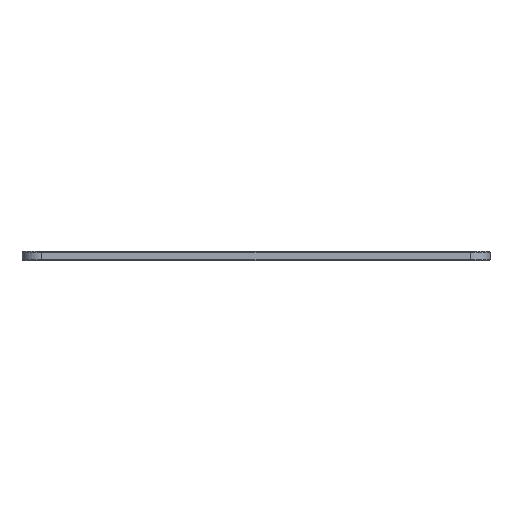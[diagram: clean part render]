
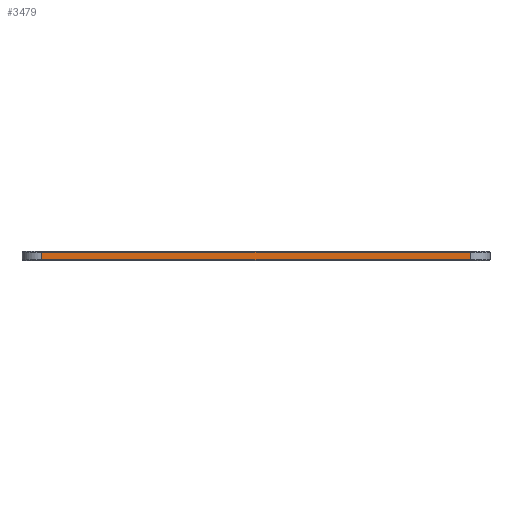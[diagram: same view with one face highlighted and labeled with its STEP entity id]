
A CAD part, front view. The second image highlights one B-rep face of the part: STEP entity #3479.
In plain terms, the highlighted planar face has unit normal (0, -1, 0).
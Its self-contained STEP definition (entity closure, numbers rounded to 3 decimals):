
#158 = PLANE('',#159);
#159 = AXIS2_PLACEMENT_3D('',#160,#161,#162);
#160 = CARTESIAN_POINT('',(0.,-6.1,0.15));
#161 = DIRECTION('',(0.,-0.707,-0.707));
#162 = DIRECTION('',(-1.,-0.,-0.));
#1344 = VERTEX_POINT('',#1345);
#1345 = CARTESIAN_POINT('',(137.5,-6.25,0.3));
#1381 = CYLINDRICAL_SURFACE('',#1382,6.25);
#1382 = AXIS2_PLACEMENT_3D('',#1383,#1384,#1385);
#1383 = CARTESIAN_POINT('',(137.5,0.,0.));
#1384 = DIRECTION('',(-0.,-0.,-1.));
#1385 = DIRECTION('',(1.,0.,0.));
#1453 = VERTEX_POINT('',#1454);
#1454 = CARTESIAN_POINT('',(0.,-6.25,0.3));
#1475 = EDGE_CURVE('',#1453,#1344,#1476,.T.);
#1476 = SURFACE_CURVE('',#1477,(#1481,#1488),.PCURVE_S1.);
#1477 = LINE('',#1478,#1479);
#1478 = CARTESIAN_POINT('',(0.,-6.25,0.3));
#1479 = VECTOR('',#1480,1.);
#1480 = DIRECTION('',(1.,0.,0.));
#1481 = PCURVE('',#158,#1482);
#1482 = DEFINITIONAL_REPRESENTATION('',(#1483),#1487);
#1483 = LINE('',#1484,#1485);
#1484 = CARTESIAN_POINT('',(-0.,-0.212));
#1485 = VECTOR('',#1486,1.);
#1486 = DIRECTION('',(-1.,0.));
#1487 = ( GEOMETRIC_REPRESENTATION_CONTEXT(2) 
PARAMETRIC_REPRESENTATION_CONTEXT() REPRESENTATION_CONTEXT('2D SPACE',''
  ) );
#1488 = PCURVE('',#1489,#1494);
#1489 = PLANE('',#1490);
#1490 = AXIS2_PLACEMENT_3D('',#1491,#1492,#1493);
#1491 = CARTESIAN_POINT('',(0.,-6.25,0.));
#1492 = DIRECTION('',(0.,1.,0.));
#1493 = DIRECTION('',(1.,0.,0.));
#1494 = DEFINITIONAL_REPRESENTATION('',(#1495),#1499);
#1495 = LINE('',#1496,#1497);
#1496 = CARTESIAN_POINT('',(0.,-0.3));
#1497 = VECTOR('',#1498,1.);
#1498 = DIRECTION('',(1.,0.));
#1499 = ( GEOMETRIC_REPRESENTATION_CONTEXT(2) 
PARAMETRIC_REPRESENTATION_CONTEXT() REPRESENTATION_CONTEXT('2D SPACE',''
  ) );
#1522 = CYLINDRICAL_SURFACE('',#1523,6.25);
#1523 = AXIS2_PLACEMENT_3D('',#1524,#1525,#1526);
#1524 = CARTESIAN_POINT('',(0.,0.,0.));
#1525 = DIRECTION('',(-0.,-0.,-1.));
#1526 = DIRECTION('',(1.,0.,0.));
#3374 = EDGE_CURVE('',#1344,#3375,#3377,.T.);
#3375 = VERTEX_POINT('',#3376);
#3376 = CARTESIAN_POINT('',(137.5,-6.25,2.825));
#3377 = SURFACE_CURVE('',#3378,(#3382,#3389),.PCURVE_S1.);
#3378 = LINE('',#3379,#3380);
#3379 = CARTESIAN_POINT('',(137.5,-6.25,0.));
#3380 = VECTOR('',#3381,1.);
#3381 = DIRECTION('',(0.,0.,1.));
#3382 = PCURVE('',#1381,#3383);
#3383 = DEFINITIONAL_REPRESENTATION('',(#3384),#3388);
#3384 = LINE('',#3385,#3386);
#3385 = CARTESIAN_POINT('',(-4.712,0.));
#3386 = VECTOR('',#3387,1.);
#3387 = DIRECTION('',(-0.,-1.));
#3388 = ( GEOMETRIC_REPRESENTATION_CONTEXT(2) 
PARAMETRIC_REPRESENTATION_CONTEXT() REPRESENTATION_CONTEXT('2D SPACE',''
  ) );
#3389 = PCURVE('',#1489,#3390);
#3390 = DEFINITIONAL_REPRESENTATION('',(#3391),#3395);
#3391 = LINE('',#3392,#3393);
#3392 = CARTESIAN_POINT('',(137.5,0.));
#3393 = VECTOR('',#3394,1.);
#3394 = DIRECTION('',(0.,-1.));
#3395 = ( GEOMETRIC_REPRESENTATION_CONTEXT(2) 
PARAMETRIC_REPRESENTATION_CONTEXT() REPRESENTATION_CONTEXT('2D SPACE',''
  ) );
#3479 = ADVANCED_FACE('',(#3480),#1489,.F.);
#3480 = FACE_BOUND('',#3481,.F.);
#3481 = EDGE_LOOP('',(#3482,#3505,#3531,#3532));
#3482 = ORIENTED_EDGE('',*,*,#3483,.T.);
#3483 = EDGE_CURVE('',#1453,#3484,#3486,.T.);
#3484 = VERTEX_POINT('',#3485);
#3485 = CARTESIAN_POINT('',(0.,-6.25,2.825));
#3486 = SURFACE_CURVE('',#3487,(#3491,#3498),.PCURVE_S1.);
#3487 = LINE('',#3488,#3489);
#3488 = CARTESIAN_POINT('',(0.,-6.25,0.));
#3489 = VECTOR('',#3490,1.);
#3490 = DIRECTION('',(0.,0.,1.));
#3491 = PCURVE('',#1489,#3492);
#3492 = DEFINITIONAL_REPRESENTATION('',(#3493),#3497);
#3493 = LINE('',#3494,#3495);
#3494 = CARTESIAN_POINT('',(0.,0.));
#3495 = VECTOR('',#3496,1.);
#3496 = DIRECTION('',(0.,-1.));
#3497 = ( GEOMETRIC_REPRESENTATION_CONTEXT(2) 
PARAMETRIC_REPRESENTATION_CONTEXT() REPRESENTATION_CONTEXT('2D SPACE',''
  ) );
#3498 = PCURVE('',#1522,#3499);
#3499 = DEFINITIONAL_REPRESENTATION('',(#3500),#3504);
#3500 = LINE('',#3501,#3502);
#3501 = CARTESIAN_POINT('',(-4.712,0.));
#3502 = VECTOR('',#3503,1.);
#3503 = DIRECTION('',(-0.,-1.));
#3504 = ( GEOMETRIC_REPRESENTATION_CONTEXT(2) 
PARAMETRIC_REPRESENTATION_CONTEXT() REPRESENTATION_CONTEXT('2D SPACE',''
  ) );
#3505 = ORIENTED_EDGE('',*,*,#3506,.T.);
#3506 = EDGE_CURVE('',#3484,#3375,#3507,.T.);
#3507 = SURFACE_CURVE('',#3508,(#3512,#3519),.PCURVE_S1.);
#3508 = LINE('',#3509,#3510);
#3509 = CARTESIAN_POINT('',(0.,-6.25,2.825));
#3510 = VECTOR('',#3511,1.);
#3511 = DIRECTION('',(1.,0.,0.));
#3512 = PCURVE('',#1489,#3513);
#3513 = DEFINITIONAL_REPRESENTATION('',(#3514),#3518);
#3514 = LINE('',#3515,#3516);
#3515 = CARTESIAN_POINT('',(0.,-2.825));
#3516 = VECTOR('',#3517,1.);
#3517 = DIRECTION('',(1.,0.));
#3518 = ( GEOMETRIC_REPRESENTATION_CONTEXT(2) 
PARAMETRIC_REPRESENTATION_CONTEXT() REPRESENTATION_CONTEXT('2D SPACE',''
  ) );
#3519 = PCURVE('',#3520,#3525);
#3520 = PLANE('',#3521);
#3521 = AXIS2_PLACEMENT_3D('',#3522,#3523,#3524);
#3522 = CARTESIAN_POINT('',(0.,-6.1,2.975));
#3523 = DIRECTION('',(0.,0.707,-0.707));
#3524 = DIRECTION('',(-1.,-0.,-0.));
#3525 = DEFINITIONAL_REPRESENTATION('',(#3526),#3530);
#3526 = LINE('',#3527,#3528);
#3527 = CARTESIAN_POINT('',(-0.,-0.212));
#3528 = VECTOR('',#3529,1.);
#3529 = DIRECTION('',(-1.,0.));
#3530 = ( GEOMETRIC_REPRESENTATION_CONTEXT(2) 
PARAMETRIC_REPRESENTATION_CONTEXT() REPRESENTATION_CONTEXT('2D SPACE',''
  ) );
#3531 = ORIENTED_EDGE('',*,*,#3374,.F.);
#3532 = ORIENTED_EDGE('',*,*,#1475,.F.);
